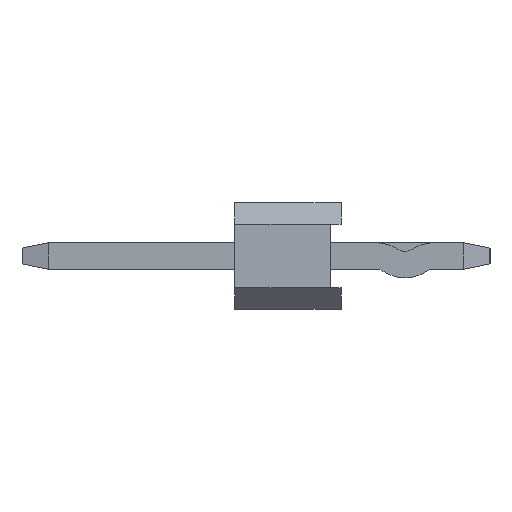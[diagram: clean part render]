
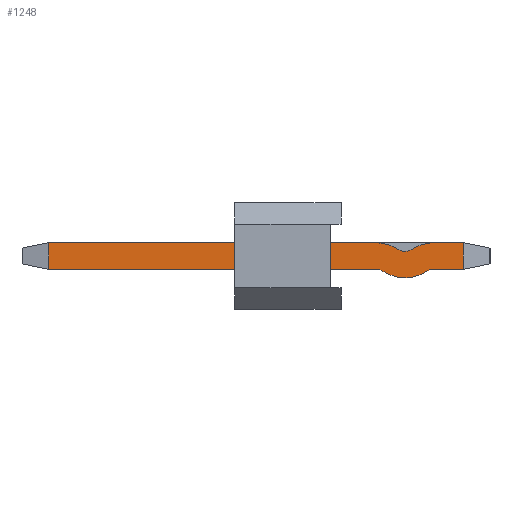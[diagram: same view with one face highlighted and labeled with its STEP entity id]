
A CAD part, left-side view. The second image highlights one B-rep face of the part: STEP entity #1248.
In plain terms, the highlighted planar face has unit normal (-1, 0, 0).
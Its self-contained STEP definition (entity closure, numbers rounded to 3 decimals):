
#866=CARTESIAN_POINT('',(-0.25,5.5,-0.25));
#867=VERTEX_POINT('',#866);
#890=CARTESIAN_POINT('',(-0.25,5.5,0.25));
#891=VERTEX_POINT('',#890);
#892=CARTESIAN_POINT('',(-0.25,5.5,-0.25));
#893=DIRECTION('',(0.,0.,1.));
#894=VECTOR('',#893,0.5);
#895=LINE('',#892,#894);
#896=EDGE_CURVE('',#867,#891,#895,.T.);
#937=CARTESIAN_POINT('',(-0.25,-0.65,0.25));
#938=VERTEX_POINT('',#937);
#939=CARTESIAN_POINT('',(-0.25,5.5,0.25));
#940=DIRECTION('',(0.,-1.,0.));
#941=VECTOR('',#940,6.15);
#942=LINE('',#939,#941);
#943=EDGE_CURVE('',#891,#938,#942,.T.);
#1112=CARTESIAN_POINT('',(-0.25,-0.65,-0.25));
#1113=VERTEX_POINT('',#1112);
#1120=CARTESIAN_POINT('',(-0.25,-0.65,-0.25));
#1121=DIRECTION('',(0.,1.,0.));
#1122=VECTOR('',#1121,6.15);
#1123=LINE('',#1120,#1122);
#1124=EDGE_CURVE('',#1113,#867,#1123,.T.);
#1130=CARTESIAN_POINT('',(-0.25,6.,0.25));
#1131=DIRECTION('',(0.,0.,-1.));
#1132=DIRECTION('',(-1.,-0.,-0.));
#1133=AXIS2_PLACEMENT_3D('',#1130,#1132,#1131);
#1134=PLANE('',#1133);
#1135=ORIENTED_EDGE('',*,*,#1124,.F.);
#1136=CARTESIAN_POINT('',(-0.25,-0.768,-0.279));
#1137=VERTEX_POINT('',#1136);
#1138=CARTESIAN_POINT('',(-0.25,-0.65,-0.5));
#1139=DIRECTION('',(0.,0.,1.));
#1140=DIRECTION('',(1.,0.,0.));
#1141=AXIS2_PLACEMENT_3D('',#1138,#1140,#1139);
#1142=CIRCLE('',#1141,0.25);
#1143=EDGE_CURVE('',#1113,#1137,#1142,.T.);
#1144=ORIENTED_EDGE('',*,*,#1143,.T.);
#1145=CARTESIAN_POINT('',(-0.25,-0.847,-0.322));
#1146=VERTEX_POINT('',#1145);
#1147=CARTESIAN_POINT('',(-0.25,-0.768,-0.279));
#1148=DIRECTION('',(0.,-0.882,-0.471));
#1149=VECTOR('',#1148,0.09);
#1150=LINE('',#1147,#1149);
#1151=EDGE_CURVE('',#1137,#1146,#1150,.T.);
#1152=ORIENTED_EDGE('',*,*,#1151,.T.);
#1153=CARTESIAN_POINT('',(-0.25,-1.553,-0.322));
#1154=VERTEX_POINT('',#1153);
#1155=CARTESIAN_POINT('',(-0.25,-1.2,0.34));
#1156=DIRECTION('',(0.,0.471,-0.882));
#1157=DIRECTION('',(-1.,-0.,0.));
#1158=AXIS2_PLACEMENT_3D('',#1155,#1157,#1156);
#1159=CIRCLE('',#1158,0.75);
#1160=EDGE_CURVE('',#1146,#1154,#1159,.T.);
#1161=ORIENTED_EDGE('',*,*,#1160,.T.);
#1162=CARTESIAN_POINT('',(-0.25,-1.632,-0.279));
#1163=VERTEX_POINT('',#1162);
#1164=CARTESIAN_POINT('',(-0.25,-1.553,-0.322));
#1165=DIRECTION('',(0.,-0.882,0.471));
#1166=VECTOR('',#1165,0.09);
#1167=LINE('',#1164,#1166);
#1168=EDGE_CURVE('',#1154,#1163,#1167,.T.);
#1169=ORIENTED_EDGE('',*,*,#1168,.T.);
#1170=CARTESIAN_POINT('',(-0.25,-1.75,-0.25));
#1171=VERTEX_POINT('',#1170);
#1172=CARTESIAN_POINT('',(-0.25,-1.75,-0.5));
#1173=DIRECTION('',(0.,0.471,0.882));
#1174=DIRECTION('',(1.,0.,0.));
#1175=AXIS2_PLACEMENT_3D('',#1172,#1174,#1173);
#1176=CIRCLE('',#1175,0.25);
#1177=EDGE_CURVE('',#1163,#1171,#1176,.T.);
#1178=ORIENTED_EDGE('',*,*,#1177,.T.);
#1179=CARTESIAN_POINT('',(-0.25,-2.3,-0.25));
#1180=VERTEX_POINT('',#1179);
#1181=CARTESIAN_POINT('',(-0.25,-1.75,-0.25));
#1182=DIRECTION('',(0.,-1.,0.));
#1183=VECTOR('',#1182,0.55);
#1184=LINE('',#1181,#1183);
#1185=EDGE_CURVE('',#1171,#1180,#1184,.T.);
#1186=ORIENTED_EDGE('',*,*,#1185,.T.);
#1187=CARTESIAN_POINT('',(-0.25,-2.3,0.25));
#1188=VERTEX_POINT('',#1187);
#1189=CARTESIAN_POINT('',(-0.25,-2.3,-0.25));
#1190=DIRECTION('',(0.,0.,1.));
#1191=VECTOR('',#1190,0.5);
#1192=LINE('',#1189,#1191);
#1193=EDGE_CURVE('',#1180,#1188,#1192,.T.);
#1194=ORIENTED_EDGE('',*,*,#1193,.T.);
#1195=CARTESIAN_POINT('',(-0.25,-1.75,0.25));
#1196=VERTEX_POINT('',#1195);
#1197=CARTESIAN_POINT('',(-0.25,-2.3,0.25));
#1198=DIRECTION('',(0.,1.,0.));
#1199=VECTOR('',#1198,0.55);
#1200=LINE('',#1197,#1199);
#1201=EDGE_CURVE('',#1188,#1196,#1200,.T.);
#1202=ORIENTED_EDGE('',*,*,#1201,.T.);
#1203=CARTESIAN_POINT('',(-0.25,-1.397,0.162));
#1204=VERTEX_POINT('',#1203);
#1205=CARTESIAN_POINT('',(-0.25,-1.75,-0.5));
#1206=DIRECTION('',(0.,0.,1.));
#1207=DIRECTION('',(-1.,0.,-0.));
#1208=AXIS2_PLACEMENT_3D('',#1205,#1207,#1206);
#1209=CIRCLE('',#1208,0.75);
#1210=EDGE_CURVE('',#1196,#1204,#1209,.T.);
#1211=ORIENTED_EDGE('',*,*,#1210,.T.);
#1212=CARTESIAN_POINT('',(-0.25,-1.318,0.119));
#1213=VERTEX_POINT('',#1212);
#1214=CARTESIAN_POINT('',(-0.25,-1.397,0.162));
#1215=DIRECTION('',(0.,0.882,-0.471));
#1216=VECTOR('',#1215,0.09);
#1217=LINE('',#1214,#1216);
#1218=EDGE_CURVE('',#1204,#1213,#1217,.T.);
#1219=ORIENTED_EDGE('',*,*,#1218,.T.);
#1220=CARTESIAN_POINT('',(-0.25,-1.082,0.119));
#1221=VERTEX_POINT('',#1220);
#1222=CARTESIAN_POINT('',(-0.25,-1.2,0.34));
#1223=DIRECTION('',(0.,-0.471,-0.882));
#1224=DIRECTION('',(1.,0.,0.));
#1225=AXIS2_PLACEMENT_3D('',#1222,#1224,#1223);
#1226=CIRCLE('',#1225,0.25);
#1227=EDGE_CURVE('',#1213,#1221,#1226,.T.);
#1228=ORIENTED_EDGE('',*,*,#1227,.T.);
#1229=CARTESIAN_POINT('',(-0.25,-1.003,0.162));
#1230=VERTEX_POINT('',#1229);
#1231=CARTESIAN_POINT('',(-0.25,-1.082,0.119));
#1232=DIRECTION('',(0.,0.882,0.471));
#1233=VECTOR('',#1232,0.09);
#1234=LINE('',#1231,#1233);
#1235=EDGE_CURVE('',#1221,#1230,#1234,.T.);
#1236=ORIENTED_EDGE('',*,*,#1235,.T.);
#1237=CARTESIAN_POINT('',(-0.25,-0.65,-0.5));
#1238=DIRECTION('',(0.,-0.471,0.882));
#1239=DIRECTION('',(-1.,0.,0.));
#1240=AXIS2_PLACEMENT_3D('',#1237,#1239,#1238);
#1241=CIRCLE('',#1240,0.75);
#1242=EDGE_CURVE('',#1230,#938,#1241,.T.);
#1243=ORIENTED_EDGE('',*,*,#1242,.T.);
#1244=ORIENTED_EDGE('',*,*,#943,.F.);
#1245=ORIENTED_EDGE('',*,*,#896,.F.);
#1246=EDGE_LOOP('',(#1135,#1144,#1152,#1161,#1169,#1178,#1186,#1194,#1202,#1211,#1219,#1228,#1236,#1243,#1244,#1245));
#1247=FACE_OUTER_BOUND('',#1246,.T.);
#1248=ADVANCED_FACE('',(#1247),#1134,.T.);
